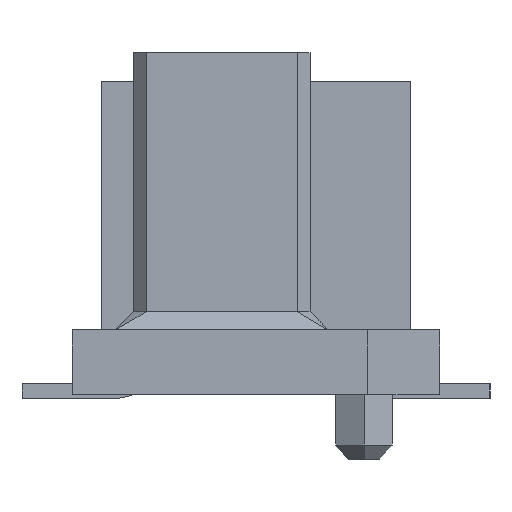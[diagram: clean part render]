
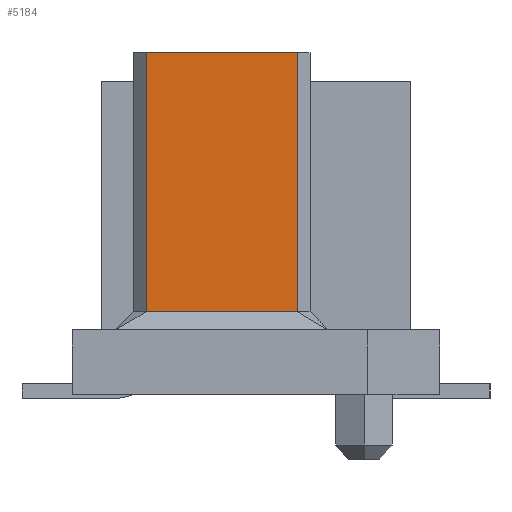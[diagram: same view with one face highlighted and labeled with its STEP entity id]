
A CAD part, left-side view. The second image highlights one B-rep face of the part: STEP entity #5184.
In plain terms, the highlighted planar face has unit normal (-1, 0, 0).
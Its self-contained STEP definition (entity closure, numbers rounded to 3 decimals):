
#4944=CARTESIAN_POINT('',(-20.5,-0.576,1.2));
#4945=VERTEX_POINT('',#4944);
#4980=CARTESIAN_POINT('',(-20.5,1.526,1.2));
#4981=VERTEX_POINT('',#4980);
#4982=CARTESIAN_POINT('',(-20.5,1.526,1.2));
#4983=DIRECTION('',(0.0,-1.0,0.0));
#4984=VECTOR('',#4983,2.101);
#4985=LINE('',#4982,#4984);
#4986=EDGE_CURVE('',#4981,#4945,#4985,.T.);
#5062=CARTESIAN_POINT('',(-20.5,1.526,4.8));
#5063=VERTEX_POINT('',#5062);
#5064=CARTESIAN_POINT('',(-20.5,1.526,4.8));
#5065=DIRECTION('',(0.0,0.0,-1.0));
#5066=VECTOR('',#5065,3.6);
#5067=LINE('',#5064,#5066);
#5068=EDGE_CURVE('',#5063,#4981,#5067,.T.);
#5117=CARTESIAN_POINT('',(-20.5,-0.576,4.8));
#5118=VERTEX_POINT('',#5117);
#5129=CARTESIAN_POINT('',(-20.5,-0.576,4.8));
#5130=DIRECTION('',(0.0,0.0,-1.0));
#5131=VECTOR('',#5130,3.6);
#5132=LINE('',#5129,#5131);
#5133=EDGE_CURVE('',#5118,#4945,#5132,.T.);
#5168=CARTESIAN_POINT('',(-20.5,-0.681,1.02));
#5169=DIRECTION('',(-1.0,0.0,0.0));
#5170=DIRECTION('',(0.0,0.0,1.0));
#5171=AXIS2_PLACEMENT_3D('',#5168,#5169,#5170);
#5172=PLANE('',#5171);
#5173=ORIENTED_EDGE('',*,*,#4986,.T.);
#5174=ORIENTED_EDGE('',*,*,#5133,.F.);
#5175=CARTESIAN_POINT('',(-20.5,1.526,4.8));
#5176=DIRECTION('',(0.0,-1.0,0.0));
#5177=VECTOR('',#5176,2.101);
#5178=LINE('',#5175,#5177);
#5179=EDGE_CURVE('',#5063,#5118,#5178,.T.);
#5180=ORIENTED_EDGE('',*,*,#5179,.F.);
#5181=ORIENTED_EDGE('',*,*,#5068,.T.);
#5182=EDGE_LOOP('',(#5173,#5174,#5180,#5181));
#5183=FACE_OUTER_BOUND('',#5182,.T.);
#5184=ADVANCED_FACE('',(#5183),#5172,.T.);
